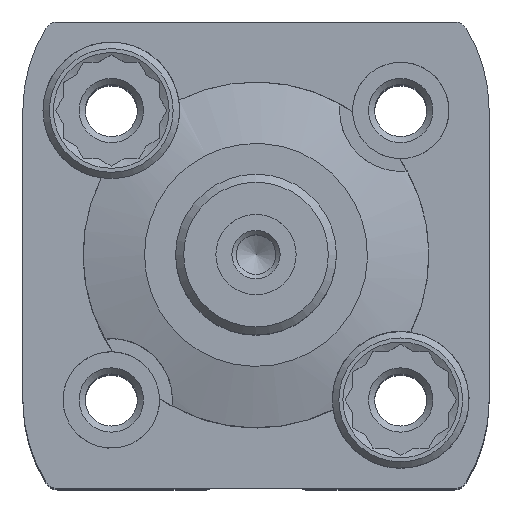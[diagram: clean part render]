
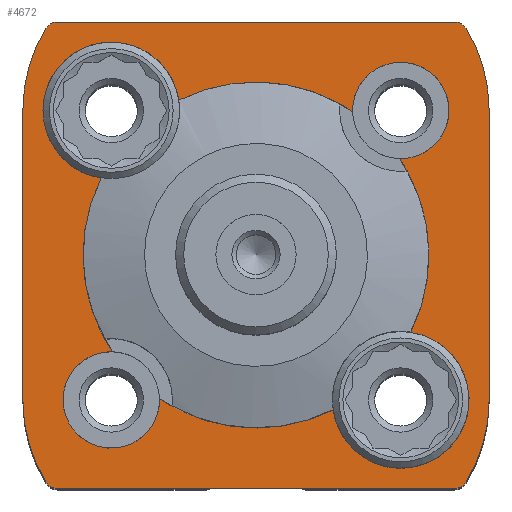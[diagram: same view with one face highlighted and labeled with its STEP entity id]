
A CAD part, top view. The second image highlights one B-rep face of the part: STEP entity #4672.
In plain terms, the highlighted planar face has unit normal (0, 0, 1).
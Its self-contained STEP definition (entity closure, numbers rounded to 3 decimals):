
#32=PLANE('',#4991);
#211=LINE('',#7109,#595);
#212=LINE('',#7115,#596);
#213=LINE('',#7121,#597);
#214=LINE('',#7127,#598);
#595=VECTOR('',#5504,1000.);
#596=VECTOR('',#5509,1000.);
#597=VECTOR('',#5514,1000.);
#598=VECTOR('',#5519,1000.);
#1224=ORIENTED_EDGE('',*,*,#2598,.T.);
#1225=ORIENTED_EDGE('',*,*,#2599,.T.);
#1226=ORIENTED_EDGE('',*,*,#2600,.T.);
#1227=ORIENTED_EDGE('',*,*,#2601,.T.);
#1228=ORIENTED_EDGE('',*,*,#2602,.T.);
#1229=ORIENTED_EDGE('',*,*,#2603,.T.);
#1230=ORIENTED_EDGE('',*,*,#2604,.T.);
#1231=ORIENTED_EDGE('',*,*,#2605,.T.);
#1232=ORIENTED_EDGE('',*,*,#2606,.T.);
#1233=ORIENTED_EDGE('',*,*,#2607,.T.);
#1234=ORIENTED_EDGE('',*,*,#2608,.T.);
#1235=ORIENTED_EDGE('',*,*,#2609,.T.);
#1236=ORIENTED_EDGE('',*,*,#2593,.T.);
#1237=ORIENTED_EDGE('',*,*,#2610,.T.);
#1238=ORIENTED_EDGE('',*,*,#2591,.T.);
#1239=ORIENTED_EDGE('',*,*,#2611,.T.);
#1240=ORIENTED_EDGE('',*,*,#2612,.T.);
#1241=ORIENTED_EDGE('',*,*,#2613,.T.);
#1242=ORIENTED_EDGE('',*,*,#2614,.T.);
#1243=ORIENTED_EDGE('',*,*,#2615,.T.);
#2591=EDGE_CURVE('',#3274,#3278,#3711,.T.);
#2593=EDGE_CURVE('',#3281,#3279,#3712,.T.);
#2598=EDGE_CURVE('',#3285,#3286,#3715,.T.);
#2599=EDGE_CURVE('',#3286,#3287,#211,.T.);
#2600=EDGE_CURVE('',#3287,#3288,#3716,.T.);
#2601=EDGE_CURVE('',#3288,#3289,#3717,.T.);
#2602=EDGE_CURVE('',#3289,#3290,#212,.T.);
#2603=EDGE_CURVE('',#3290,#3291,#3718,.T.);
#2604=EDGE_CURVE('',#3291,#3292,#3719,.T.);
#2605=EDGE_CURVE('',#3292,#3293,#213,.T.);
#2606=EDGE_CURVE('',#3293,#3294,#3720,.T.);
#2607=EDGE_CURVE('',#3294,#3295,#3721,.T.);
#2608=EDGE_CURVE('',#3295,#3296,#214,.T.);
#2609=EDGE_CURVE('',#3296,#3285,#3722,.T.);
#2610=EDGE_CURVE('',#3279,#3274,#3723,.F.);
#2611=EDGE_CURVE('',#3278,#3297,#3724,.F.);
#2612=EDGE_CURVE('',#3297,#3298,#3725,.T.);
#2613=EDGE_CURVE('',#3298,#3299,#3726,.F.);
#2614=EDGE_CURVE('',#3299,#3300,#3727,.T.);
#2615=EDGE_CURVE('',#3300,#3281,#3728,.F.);
#3274=VERTEX_POINT('',#7082);
#3278=VERTEX_POINT('',#7090);
#3279=VERTEX_POINT('',#7094);
#3281=VERTEX_POINT('',#7097);
#3285=VERTEX_POINT('',#7107);
#3286=VERTEX_POINT('',#7108);
#3287=VERTEX_POINT('',#7110);
#3288=VERTEX_POINT('',#7112);
#3289=VERTEX_POINT('',#7114);
#3290=VERTEX_POINT('',#7116);
#3291=VERTEX_POINT('',#7118);
#3292=VERTEX_POINT('',#7120);
#3293=VERTEX_POINT('',#7122);
#3294=VERTEX_POINT('',#7124);
#3295=VERTEX_POINT('',#7126);
#3296=VERTEX_POINT('',#7128);
#3297=VERTEX_POINT('',#7132);
#3298=VERTEX_POINT('',#7134);
#3299=VERTEX_POINT('',#7136);
#3300=VERTEX_POINT('',#7138);
#3711=CIRCLE('',#4986,10.75);
#3712=CIRCLE('',#4988,10.75);
#3715=CIRCLE('',#4992,9.8);
#3716=CIRCLE('',#4993,9.8);
#3717=CIRCLE('',#4994,0.85);
#3718=CIRCLE('',#4995,0.85);
#3719=CIRCLE('',#4996,9.8);
#3720=CIRCLE('',#4997,9.8);
#3721=CIRCLE('',#4998,0.85);
#3722=CIRCLE('',#4999,0.85);
#3723=CIRCLE('',#5000,4.25);
#3724=CIRCLE('',#5001,3.);
#3725=CIRCLE('',#5002,10.75);
#3726=CIRCLE('',#5003,4.25);
#3727=CIRCLE('',#5004,10.75);
#3728=CIRCLE('',#5005,3.);
#3916=EDGE_LOOP('',(#1224,#1225,#1226,#1227,#1228,#1229,#1230,#1231,#1232,
#1233,#1234,#1235));
#3917=EDGE_LOOP('',(#1236,#1237,#1238,#1239,#1240,#1241,#1242,#1243));
#4284=FACE_BOUND('',#3916,.T.);
#4285=FACE_BOUND('',#3917,.T.);
#4672=ADVANCED_FACE('',(#4284,#4285),#32,.T.);
#4986=AXIS2_PLACEMENT_3D('',#7091,#5487,#5488);
#4988=AXIS2_PLACEMENT_3D('',#7096,#5492,#5493);
#4991=AXIS2_PLACEMENT_3D('',#7105,#5500,#5501);
#4992=AXIS2_PLACEMENT_3D('',#7106,#5502,#5503);
#4993=AXIS2_PLACEMENT_3D('',#7111,#5505,#5506);
#4994=AXIS2_PLACEMENT_3D('',#7113,#5507,#5508);
#4995=AXIS2_PLACEMENT_3D('',#7117,#5510,#5511);
#4996=AXIS2_PLACEMENT_3D('',#7119,#5512,#5513);
#4997=AXIS2_PLACEMENT_3D('',#7123,#5515,#5516);
#4998=AXIS2_PLACEMENT_3D('',#7125,#5517,#5518);
#4999=AXIS2_PLACEMENT_3D('',#7129,#5520,#5521);
#5000=AXIS2_PLACEMENT_3D('',#7130,#5522,#5523);
#5001=AXIS2_PLACEMENT_3D('',#7131,#5524,#5525);
#5002=AXIS2_PLACEMENT_3D('',#7133,#5526,#5527);
#5003=AXIS2_PLACEMENT_3D('',#7135,#5528,#5529);
#5004=AXIS2_PLACEMENT_3D('',#7137,#5530,#5531);
#5005=AXIS2_PLACEMENT_3D('',#7139,#5532,#5533);
#5487=DIRECTION('',(0.,0.,-1.));
#5488=DIRECTION('',(-1.,0.,0.));
#5492=DIRECTION('',(0.,0.,-1.));
#5493=DIRECTION('',(-1.,0.,0.));
#5500=DIRECTION('',(0.,0.,1.));
#5501=DIRECTION('',(1.,0.,0.));
#5502=DIRECTION('',(0.,0.,1.));
#5503=DIRECTION('',(1.,0.,0.));
#5504=DIRECTION('',(0.,-1.,0.));
#5505=DIRECTION('',(0.,0.,1.));
#5506=DIRECTION('',(1.,0.,0.));
#5507=DIRECTION('',(0.,0.,1.));
#5508=DIRECTION('',(1.,0.,0.));
#5509=DIRECTION('',(1.,0.,0.));
#5510=DIRECTION('',(0.,0.,1.));
#5511=DIRECTION('',(1.,0.,0.));
#5512=DIRECTION('',(0.,0.,1.));
#5513=DIRECTION('',(1.,0.,0.));
#5514=DIRECTION('',(0.,1.,0.));
#5515=DIRECTION('',(0.,0.,1.));
#5516=DIRECTION('',(1.,0.,0.));
#5517=DIRECTION('',(0.,0.,1.));
#5518=DIRECTION('',(1.,0.,0.));
#5519=DIRECTION('',(-1.,0.,0.));
#5520=DIRECTION('',(0.,0.,1.));
#5521=DIRECTION('',(1.,0.,0.));
#5522=DIRECTION('',(0.,0.,1.));
#5523=DIRECTION('',(1.,0.,0.));
#5524=DIRECTION('',(0.,0.,1.));
#5525=DIRECTION('',(1.,0.,0.));
#5526=DIRECTION('',(0.,0.,-1.));
#5527=DIRECTION('',(-1.,0.,0.));
#5528=DIRECTION('',(0.,0.,1.));
#5529=DIRECTION('',(1.,0.,0.));
#5530=DIRECTION('',(0.,0.,-1.));
#5531=DIRECTION('',(-1.,0.,0.));
#5532=DIRECTION('',(0.,0.,1.));
#5533=DIRECTION('',(1.,0.,0.));
#7082=CARTESIAN_POINT('',(4.796,-9.621,0.));
#7090=CARTESIAN_POINT('',(-6.001,-8.919,0.));
#7091=CARTESIAN_POINT('',(0.,0.,0.));
#7094=CARTESIAN_POINT('',(9.621,-4.796,0.));
#7096=CARTESIAN_POINT('',(0.,0.,0.));
#7097=CARTESIAN_POINT('',(8.919,6.001,0.));
#7105=CARTESIAN_POINT('',(-4.7,9.,0.));
#7106=CARTESIAN_POINT('',(-4.7,9.,0.));
#7107=CARTESIAN_POINT('',(-13.073,14.092,0.));
#7108=CARTESIAN_POINT('',(-14.5,9.,0.));
#7109=CARTESIAN_POINT('',(-14.5,9.,0.));
#7110=CARTESIAN_POINT('',(-14.5,-9.,0.));
#7111=CARTESIAN_POINT('',(-4.7,-9.,0.));
#7112=CARTESIAN_POINT('',(-13.073,-14.092,0.));
#7113=CARTESIAN_POINT('',(-12.347,-13.65,0.));
#7114=CARTESIAN_POINT('',(-12.347,-14.5,0.));
#7115=CARTESIAN_POINT('',(-12.347,-14.5,0.));
#7116=CARTESIAN_POINT('',(12.347,-14.5,0.));
#7117=CARTESIAN_POINT('',(12.347,-13.65,0.));
#7118=CARTESIAN_POINT('',(13.073,-14.092,0.));
#7119=CARTESIAN_POINT('',(4.7,-9.,0.));
#7120=CARTESIAN_POINT('',(14.5,-9.,0.));
#7121=CARTESIAN_POINT('',(14.5,-9.,0.));
#7122=CARTESIAN_POINT('',(14.5,9.,0.));
#7123=CARTESIAN_POINT('',(4.7,9.,0.));
#7124=CARTESIAN_POINT('',(13.073,14.092,0.));
#7125=CARTESIAN_POINT('',(12.347,13.65,0.));
#7126=CARTESIAN_POINT('',(12.347,14.5,0.));
#7127=CARTESIAN_POINT('',(12.347,14.5,0.));
#7128=CARTESIAN_POINT('',(-12.347,14.5,0.));
#7129=CARTESIAN_POINT('',(-12.347,13.65,0.));
#7130=CARTESIAN_POINT('',(9.,-9.,0.));
#7131=CARTESIAN_POINT('',(-9.,-9.,0.));
#7132=CARTESIAN_POINT('',(-8.919,-6.001,0.));
#7133=CARTESIAN_POINT('',(0.,0.,0.));
#7134=CARTESIAN_POINT('',(-9.621,4.796,0.));
#7135=CARTESIAN_POINT('',(-9.,9.,0.));
#7136=CARTESIAN_POINT('',(-4.796,9.621,0.));
#7137=CARTESIAN_POINT('',(0.,0.,0.));
#7138=CARTESIAN_POINT('',(6.001,8.919,0.));
#7139=CARTESIAN_POINT('',(9.,9.,0.));
